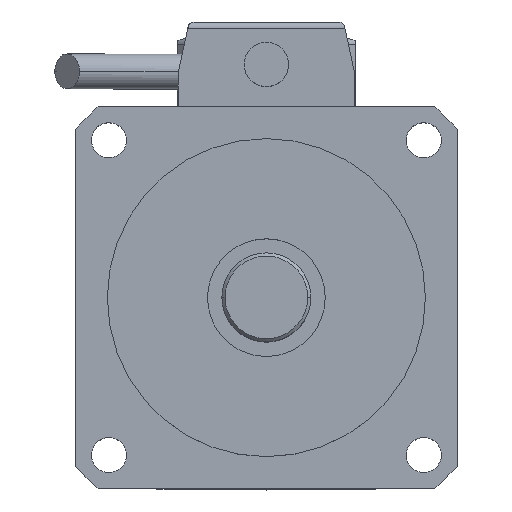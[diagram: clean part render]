
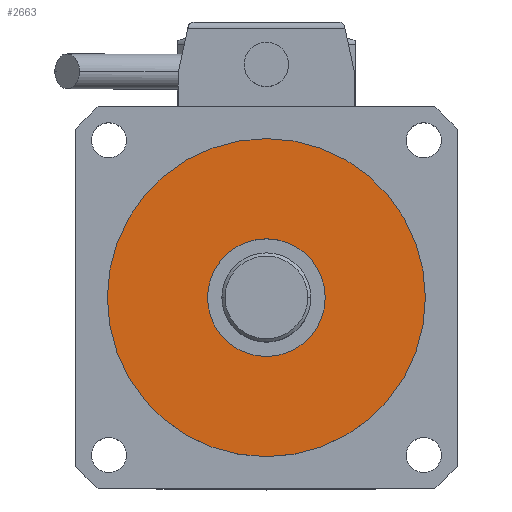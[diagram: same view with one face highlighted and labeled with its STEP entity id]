
A CAD part, top view. The second image highlights one B-rep face of the part: STEP entity #2663.
In plain terms, the highlighted planar face has unit normal (0, 0, 1).
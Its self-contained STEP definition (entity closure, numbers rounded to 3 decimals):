
#592 = AXIS2_PLACEMENT_3D ( 'NONE', #4419, #4383, #4362 ) ;
#1254 = CARTESIAN_POINT ( 'NONE',  ( -9.25, 0., 30.5 ) ) ;
#1588 = DIRECTION ( 'NONE',  ( 0., 0., 1. ) ) ;
#1739 = CARTESIAN_POINT ( 'NONE',  ( 25., 0., 30.5 ) ) ;
#2000 = VERTEX_POINT ( 'NONE', #5751 ) ;
#2113 = EDGE_CURVE ( 'NONE', #2000, #7073, #8608, .T. ) ;
#2368 = VERTEX_POINT ( 'NONE', #1254 ) ;
#2398 = ORIENTED_EDGE ( 'NONE', *, *, #12931, .F. ) ;
#2663 = ADVANCED_FACE ( 'NONE', ( #8411, #5355 ), #5523, .T. ) ;
#3235 = EDGE_CURVE ( 'NONE', #2368, #6899, #10997, .T. ) ;
#3683 = CIRCLE ( 'NONE', #5109, 9.25 ) ;
#4362 = DIRECTION ( 'NONE',  ( 1., 0., 0. ) ) ;
#4380 = ORIENTED_EDGE ( 'NONE', *, *, #2113, .T. ) ;
#4383 = DIRECTION ( 'NONE',  ( 0., 0., 1. ) ) ;
#4419 = CARTESIAN_POINT ( 'NONE',  ( 0., 0., 30.5 ) ) ;
#5109 = AXIS2_PLACEMENT_3D ( 'NONE', #8424, #1588, #9531 ) ;
#5121 = CARTESIAN_POINT ( 'NONE',  ( 0., 0., 30.5 ) ) ;
#5129 = DIRECTION ( 'NONE',  ( 1., 0., 0. ) ) ;
#5355 = FACE_OUTER_BOUND ( 'NONE', #11154, .T. ) ;
#5523 = PLANE ( 'NONE',  #14410 ) ;
#5751 = CARTESIAN_POINT ( 'NONE',  ( -25., 0., 30.5 ) ) ;
#5848 = ORIENTED_EDGE ( 'NONE', *, *, #3235, .F. ) ;
#6277 = DIRECTION ( 'NONE',  ( 1., 0., 0. ) ) ;
#6899 = VERTEX_POINT ( 'NONE', #13827 ) ;
#7073 = VERTEX_POINT ( 'NONE', #1739 ) ;
#7300 = CARTESIAN_POINT ( 'NONE',  ( 0., 0., 30.5 ) ) ;
#8077 = AXIS2_PLACEMENT_3D ( 'NONE', #5121, #13057, #6277 ) ;
#8411 = FACE_BOUND ( 'NONE', #14424, .T. ) ;
#8424 = CARTESIAN_POINT ( 'NONE',  ( 0., 0., 30.5 ) ) ;
#8608 = CIRCLE ( 'NONE', #592, 25. ) ;
#8920 = ORIENTED_EDGE ( 'NONE', *, *, #12447, .T. ) ;
#9531 = DIRECTION ( 'NONE',  ( 1., 0., 0. ) ) ;
#10614 = CIRCLE ( 'NONE', #8077, 25. ) ;
#10997 = CIRCLE ( 'NONE', #13613, 9.25 ) ;
#11154 = EDGE_LOOP ( 'NONE', ( #4380, #8920 ) ) ;
#11872 = DIRECTION ( 'NONE',  ( 0., 0., 1. ) ) ;
#12447 = EDGE_CURVE ( 'NONE', #7073, #2000, #10614, .T. ) ;
#12561 = DIRECTION ( 'NONE',  ( 1., 0., 0. ) ) ;
#12931 = EDGE_CURVE ( 'NONE', #6899, #2368, #3683, .T. ) ;
#13057 = DIRECTION ( 'NONE',  ( 0., 0., 1. ) ) ;
#13118 = DIRECTION ( 'NONE',  ( 0., 0., 1. ) ) ;
#13163 = CARTESIAN_POINT ( 'NONE',  ( 0., 0., 30.5 ) ) ;
#13613 = AXIS2_PLACEMENT_3D ( 'NONE', #13163, #13118, #12561 ) ;
#13827 = CARTESIAN_POINT ( 'NONE',  ( 9.25, 0., 30.5 ) ) ;
#14410 = AXIS2_PLACEMENT_3D ( 'NONE', #7300, #11872, #5129 ) ;
#14424 = EDGE_LOOP ( 'NONE', ( #2398, #5848 ) ) ;
